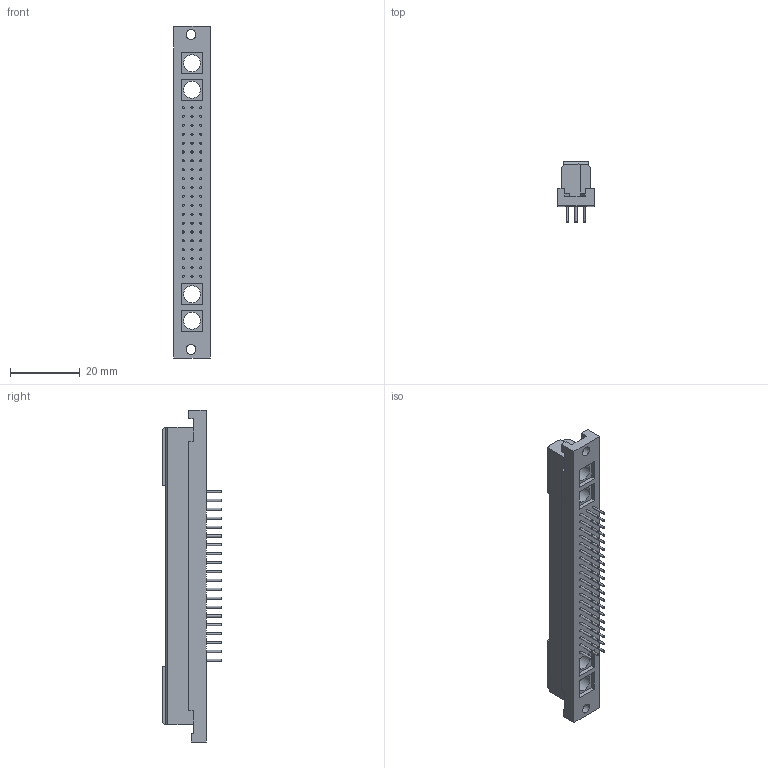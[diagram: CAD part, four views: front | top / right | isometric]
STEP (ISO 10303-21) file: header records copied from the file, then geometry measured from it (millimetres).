
FILE_DESCRIPTION(/* description */ (''),/* implementation_level */ '2;1');
FILE_NAME(/* name */ '100072346ugm000_b.stp',/* time_stamp */ '2015-09-21T11:50:07+02:00',/* author */ (''),/* organization */ (''),/* preprocessor_version */ 'ST-DEVELOPER v15',/* originating_system */ 'SIEMENS PLM Software NX 8.5',/* authorisation */ '');
FILE_SCHEMA (('AUTOMOTIVE_DESIGN { 1 0 10303 214 3 1 1 1 }'));
Length unit declared in the file: millimetre
Products named in the file (1): 100072346ugm000_b
Bounding box: 10.5 x 17.1 x 94.9 mm (x, y, z)
Volume: 8672.8 mm3; surface area: 5627.6 mm2
Topology: 1 solids, 1 shells, 504 faces, 1126 edges, 748 vertices
Faces by surface type: plane 438, cylinder 66
Full cylindrical faces by diameter (mm): 0.6 x60, 2.8 x2, 4.82 x4
Entity records: 16213 total; most frequent: CARTESIAN_POINT 2313, DIRECTION 2202, ORIENTED_EDGE 2120, EDGE_CURVE 1060, LINE 928, VECTOR 928, VERTEX_POINT 748, EDGE_LOOP 706
